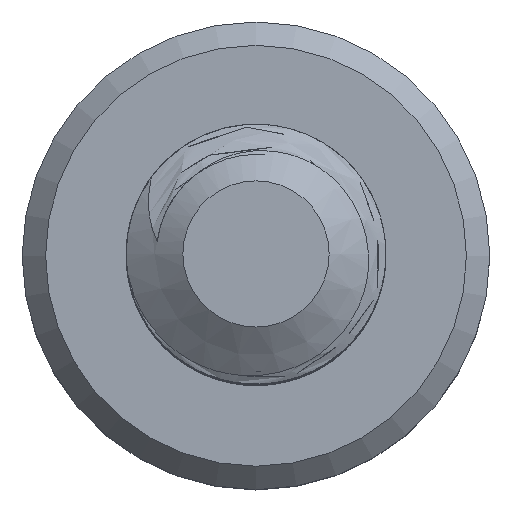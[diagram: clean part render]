
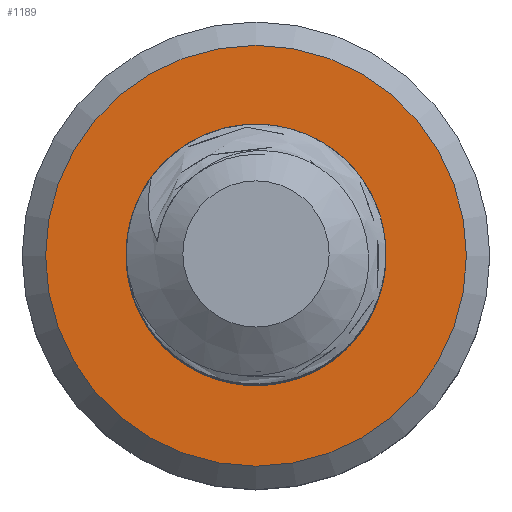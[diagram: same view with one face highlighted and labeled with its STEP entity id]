
A CAD part, top view. The second image highlights one B-rep face of the part: STEP entity #1189.
In plain terms, the highlighted planar face has unit normal (0, 0, 1).
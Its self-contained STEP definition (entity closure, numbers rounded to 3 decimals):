
#16=FACE_BOUND('',#169,.T.);
#19=PLANE('',#1296);
#99=FACE_OUTER_BOUND('',#168,.T.);
#168=EDGE_LOOP('',(#1041,#1042));
#169=EDGE_LOOP('',(#1043,#1044,#1045,#1046));
#182=CIRCLE('',#1223,1.25);
#187=CIRCLE('',#1272,2.025);
#188=CIRCLE('',#1273,2.025);
#197=CIRCLE('',#1287,0.958);
#297=B_SPLINE_CURVE_WITH_KNOTS('',3,(#9447,#9448,#9449,#9450,#9451,#9452,
#9453,#9454,#9455,#9456,#9457,#9458,#9459,#9460,#9461,#9462,#9463,#9464,
#9465,#9466,#9467,#9468,#9469,#9470,#9471,#9472,#9473,#9474,#9475,#9476,
#9477,#9478,#9479,#9480,#9481,#9482,#9483,#9484,#9485,#9486,#9487,#9488,
#9489,#9490,#9491,#9492,#9493,#9494,#9495),.UNSPECIFIED.,.F.,.F.,(4,3,3,
3,3,3,3,3,3,3,3,3,3,3,3,3,4),(0.,0.028,0.044,
0.053,0.072,0.086,0.098,
0.106,0.176,0.227,0.252,0.275,
0.286,0.331,0.352,0.368,
0.468),.UNSPECIFIED.);
#298=B_SPLINE_CURVE_WITH_KNOTS('',3,(#10098,#10099,#10100,#10101,#10102,
#10103,#10104,#10105,#10106,#10107,#10108,#10109,#10110,#10111,#10112,#10113,
#10114,#10115,#10116,#10117,#10118,#10119,#10120,#10121,#10122,#10123,#10124,
#10125,#10126,#10127,#10128,#10129,#10130,#10131,#10132,#10133,#10134,#10135,
#10136,#10137),.UNSPECIFIED.,.F.,.F.,(4,3,3,3,3,3,3,3,3,3,3,3,3,4),(0.,
0.045,0.056,0.09,0.102,
0.147,0.184,0.215,0.222,
0.247,0.259,0.267,0.3,
0.302),.UNSPECIFIED.);
#421=VERTEX_POINT('',#1550);
#422=VERTEX_POINT('',#1594);
#514=VERTEX_POINT('',#8624);
#515=VERTEX_POINT('',#8626);
#526=VERTEX_POINT('',#8775);
#527=VERTEX_POINT('',#8813);
#540=EDGE_CURVE('',#421,#422,#182,.T.);
#676=EDGE_CURVE('',#515,#514,#187,.T.);
#677=EDGE_CURVE('',#514,#515,#188,.T.);
#694=EDGE_CURVE('',#527,#526,#197,.T.);
#697=EDGE_CURVE('',#526,#422,#297,.T.);
#698=EDGE_CURVE('',#421,#527,#298,.T.);
#1041=ORIENTED_EDGE('',*,*,#676,.T.);
#1042=ORIENTED_EDGE('',*,*,#677,.T.);
#1043=ORIENTED_EDGE('',*,*,#540,.F.);
#1044=ORIENTED_EDGE('',*,*,#698,.T.);
#1045=ORIENTED_EDGE('',*,*,#694,.T.);
#1046=ORIENTED_EDGE('',*,*,#697,.T.);
#1189=ADVANCED_FACE('',(#99,#16),#19,.F.);
#1223=AXIS2_PLACEMENT_3D('',#1595,#1314,#1315);
#1272=AXIS2_PLACEMENT_3D('',#8627,#1456,#1457);
#1273=AXIS2_PLACEMENT_3D('',#8628,#1458,#1459);
#1287=AXIS2_PLACEMENT_3D('',#8814,#1489,#1490);
#1296=AXIS2_PLACEMENT_3D('',#10149,#1507,#1508);
#1314=DIRECTION('center_axis',(0.,0.,1.));
#1315=DIRECTION('ref_axis',(1.,0.,0.));
#1456=DIRECTION('center_axis',(0.,0.,1.));
#1457=DIRECTION('ref_axis',(-1.,0.,0.));
#1458=DIRECTION('center_axis',(0.,0.,1.));
#1459=DIRECTION('ref_axis',(-1.,0.,0.));
#1489=DIRECTION('center_axis',(0.,0.,-1.));
#1490=DIRECTION('ref_axis',(1.,0.,0.));
#1507=DIRECTION('center_axis',(0.,0.,-1.));
#1508=DIRECTION('ref_axis',(-1.,0.,0.));
#1550=CARTESIAN_POINT('',(1.233,0.208,-10.));
#1594=CARTESIAN_POINT('',(0.713,1.027,-10.));
#1595=CARTESIAN_POINT('Origin',(0.,0.,-10.));
#8624=CARTESIAN_POINT('',(2.025,0.,-10.));
#8626=CARTESIAN_POINT('',(-2.025,0.,-10.));
#8627=CARTESIAN_POINT('Origin',(0.,0.,-10.));
#8628=CARTESIAN_POINT('Origin',(0.,0.,-10.));
#8775=CARTESIAN_POINT('',(-0.944,-0.16,-10.));
#8813=CARTESIAN_POINT('',(-0.546,-0.787,-10.));
#8814=CARTESIAN_POINT('Origin',(0.,0.,-10.));
#9447=CARTESIAN_POINT('Ctrl Pts',(-0.944,-0.16,
-10.));
#9448=CARTESIAN_POINT('Ctrl Pts',(-0.972,-0.07,
-10.));
#9449=CARTESIAN_POINT('Ctrl Pts',(-0.987,0.023,
-10.));
#9450=CARTESIAN_POINT('Ctrl Pts',(-0.988,0.117,
-10.));
#9451=CARTESIAN_POINT('Ctrl Pts',(-0.988,0.17,
-10.));
#9452=CARTESIAN_POINT('Ctrl Pts',(-0.985,0.224,
-10.));
#9453=CARTESIAN_POINT('Ctrl Pts',(-0.976,0.278,-10.));
#9454=CARTESIAN_POINT('Ctrl Pts',(-0.972,0.306,
-10.));
#9455=CARTESIAN_POINT('Ctrl Pts',(-0.966,0.334,-10.));
#9456=CARTESIAN_POINT('Ctrl Pts',(-0.959,0.361,
-10.));
#9457=CARTESIAN_POINT('Ctrl Pts',(-0.945,0.421,
-10.));
#9458=CARTESIAN_POINT('Ctrl Pts',(-0.925,0.475,-10.));
#9459=CARTESIAN_POINT('Ctrl Pts',(-0.904,0.522,
-10.));
#9460=CARTESIAN_POINT('Ctrl Pts',(-0.89,0.555,
-10.));
#9461=CARTESIAN_POINT('Ctrl Pts',(-0.875,0.585,
-10.));
#9462=CARTESIAN_POINT('Ctrl Pts',(-0.86,0.612,
-10.));
#9463=CARTESIAN_POINT('Ctrl Pts',(-0.847,0.635,
-10.));
#9464=CARTESIAN_POINT('Ctrl Pts',(-0.834,0.656,
-10.));
#9465=CARTESIAN_POINT('Ctrl Pts',(-0.823,0.674,
-10.));
#9466=CARTESIAN_POINT('Ctrl Pts',(-0.815,0.686,-10.));
#9467=CARTESIAN_POINT('Ctrl Pts',(-0.807,0.698,-10.));
#9468=CARTESIAN_POINT('Ctrl Pts',(-0.798,0.71,-10.));
#9469=CARTESIAN_POINT('Ctrl Pts',(-0.727,0.812,
-10.));
#9470=CARTESIAN_POINT('Ctrl Pts',(-0.638,0.901,-10.));
#9471=CARTESIAN_POINT('Ctrl Pts',(-0.536,0.974,
-10.));
#9472=CARTESIAN_POINT('Ctrl Pts',(-0.463,1.026,-10.));
#9473=CARTESIAN_POINT('Ctrl Pts',(-0.383,1.07,-10.));
#9474=CARTESIAN_POINT('Ctrl Pts',(-0.3,1.102,-10.));
#9475=CARTESIAN_POINT('Ctrl Pts',(-0.258,1.119,-10.));
#9476=CARTESIAN_POINT('Ctrl Pts',(-0.215,1.133,-10.));
#9477=CARTESIAN_POINT('Ctrl Pts',(-0.172,1.144,-10.));
#9478=CARTESIAN_POINT('Ctrl Pts',(-0.133,1.154,-10.));
#9479=CARTESIAN_POINT('Ctrl Pts',(-0.093,1.162,-10.));
#9480=CARTESIAN_POINT('Ctrl Pts',(-0.055,1.168,
-10.));
#9481=CARTESIAN_POINT('Ctrl Pts',(-0.037,1.17,
-10.));
#9482=CARTESIAN_POINT('Ctrl Pts',(-0.018,1.172,
-10.));
#9483=CARTESIAN_POINT('Ctrl Pts',(0.,1.174,
-10.));
#9484=CARTESIAN_POINT('Ctrl Pts',(0.076,1.182,-10.));
#9485=CARTESIAN_POINT('Ctrl Pts',(0.148,1.181,-10.));
#9486=CARTESIAN_POINT('Ctrl Pts',(0.213,1.176,-10.));
#9487=CARTESIAN_POINT('Ctrl Pts',(0.243,1.174,-10.));
#9488=CARTESIAN_POINT('Ctrl Pts',(0.271,1.171,-10.));
#9489=CARTESIAN_POINT('Ctrl Pts',(0.297,1.167,-10.));
#9490=CARTESIAN_POINT('Ctrl Pts',(0.318,1.164,-10.));
#9491=CARTESIAN_POINT('Ctrl Pts',(0.337,1.16,-10.));
#9492=CARTESIAN_POINT('Ctrl Pts',(0.356,1.157,-10.));
#9493=CARTESIAN_POINT('Ctrl Pts',(0.481,1.132,-10.));
#9494=CARTESIAN_POINT('Ctrl Pts',(0.601,1.088,-10.));
#9495=CARTESIAN_POINT('Ctrl Pts',(0.713,1.027,-10.));
#10098=CARTESIAN_POINT('Ctrl Pts',(1.233,0.208,-10.));
#10099=CARTESIAN_POINT('Ctrl Pts',(1.242,0.059,
-10.));
#10100=CARTESIAN_POINT('Ctrl Pts',(1.225,-0.091,
-10.));
#10101=CARTESIAN_POINT('Ctrl Pts',(1.18,-0.233,-10.));
#10102=CARTESIAN_POINT('Ctrl Pts',(1.17,-0.267,-10.));
#10103=CARTESIAN_POINT('Ctrl Pts',(1.158,-0.3,-10.));
#10104=CARTESIAN_POINT('Ctrl Pts',(1.145,-0.332,-10.));
#10105=CARTESIAN_POINT('Ctrl Pts',(1.105,-0.431,
-10.));
#10106=CARTESIAN_POINT('Ctrl Pts',(1.056,-0.514,
-10.));
#10107=CARTESIAN_POINT('Ctrl Pts',(1.008,-0.582,
-10.));
#10108=CARTESIAN_POINT('Ctrl Pts',(0.991,-0.605,
-10.));
#10109=CARTESIAN_POINT('Ctrl Pts',(0.974,-0.627,
-10.));
#10110=CARTESIAN_POINT('Ctrl Pts',(0.956,-0.648,
-10.));
#10111=CARTESIAN_POINT('Ctrl Pts',(0.888,-0.729,
-10.));
#10112=CARTESIAN_POINT('Ctrl Pts',(0.809,-0.8,
-10.));
#10113=CARTESIAN_POINT('Ctrl Pts',(0.721,-0.859,
-10.));
#10114=CARTESIAN_POINT('Ctrl Pts',(0.649,-0.906,
-10.));
#10115=CARTESIAN_POINT('Ctrl Pts',(0.571,-0.945,
-10.));
#10116=CARTESIAN_POINT('Ctrl Pts',(0.491,-0.974,
-10.));
#10117=CARTESIAN_POINT('Ctrl Pts',(0.421,-1.,
-10.));
#10118=CARTESIAN_POINT('Ctrl Pts',(0.349,-1.018,
-10.));
#10119=CARTESIAN_POINT('Ctrl Pts',(0.276,-1.029,
-10.));
#10120=CARTESIAN_POINT('Ctrl Pts',(0.26,-1.031,
-10.));
#10121=CARTESIAN_POINT('Ctrl Pts',(0.243,-1.033,
-10.));
#10122=CARTESIAN_POINT('Ctrl Pts',(0.225,-1.035,
-10.));
#10123=CARTESIAN_POINT('Ctrl Pts',(0.16,-1.041,
-10.));
#10124=CARTESIAN_POINT('Ctrl Pts',(0.084,-1.043,
-10.));
#10125=CARTESIAN_POINT('Ctrl Pts',(0.,-1.033,
-10.));
#10126=CARTESIAN_POINT('Ctrl Pts',(-0.039,-1.029,
-10.));
#10127=CARTESIAN_POINT('Ctrl Pts',(-0.079,-1.023,
-10.));
#10128=CARTESIAN_POINT('Ctrl Pts',(-0.12,-1.013,
-10.));
#10129=CARTESIAN_POINT('Ctrl Pts',(-0.15,-1.006,
-10.));
#10130=CARTESIAN_POINT('Ctrl Pts',(-0.18,-0.997,
-10.));
#10131=CARTESIAN_POINT('Ctrl Pts',(-0.21,-0.987,
-10.));
#10132=CARTESIAN_POINT('Ctrl Pts',(-0.326,-0.947,
-10.));
#10133=CARTESIAN_POINT('Ctrl Pts',(-0.436,-0.884,
-10.));
#10134=CARTESIAN_POINT('Ctrl Pts',(-0.529,-0.802,
-10.));
#10135=CARTESIAN_POINT('Ctrl Pts',(-0.535,-0.797,
-10.));
#10136=CARTESIAN_POINT('Ctrl Pts',(-0.541,-0.792,
-10.));
#10137=CARTESIAN_POINT('Ctrl Pts',(-0.546,-0.787,
-10.));
#10149=CARTESIAN_POINT('Origin',(0.,0.,-10.));
